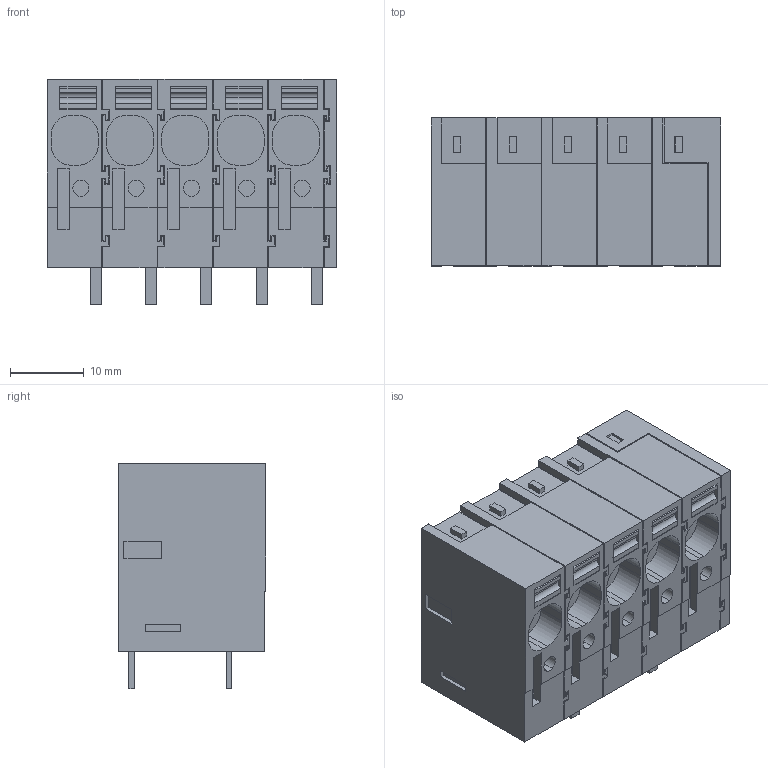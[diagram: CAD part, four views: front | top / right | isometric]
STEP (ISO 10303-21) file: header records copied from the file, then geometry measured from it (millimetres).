
FILE_DESCRIPTION(('CATIA V5R22 STEP214','CAx-IF Rec.Pracs.--- Model Styling and Organization---1.4--- 2014-01-23'),'2;1');
FILE_NAME ('D1462726_2_2473030000_2473030000.stp','2023-04-27T12:22:57+00:00',('none'),('Weidmueller'),'CATIA Version 5-6 Release 2016 SP3 HF44','CATIA V5 STEP AP214','none');
FILE_SCHEMA(('AUTOMOTIVE_DESIGN { 1 0 10303 214 1 1 1 1 }'));
Length unit declared in the file: millimetre
Products named in the file (1): 2473030000
Bounding box: 39.3 x 20.05 x 30.56 mm (x, y, z)
Volume: 17498.9 mm3; surface area: 7466.5 mm2
Topology: 11 solids, 11 shells, 839 faces, 2373 edges, 1594 vertices
Faces by surface type: plane 794, cylinder 45
Entity records: 25546 total; most frequent: ORIENTED_EDGE 4746, CARTESIAN_POINT 4424, DIRECTION 3279, EDGE_CURVE 2373, VECTOR 2281, LINE 2281, VERTEX_POINT 1594, EDGE_LOOP 879
